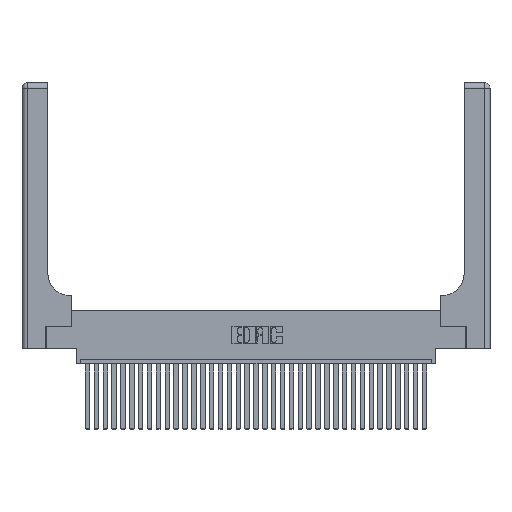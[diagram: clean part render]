
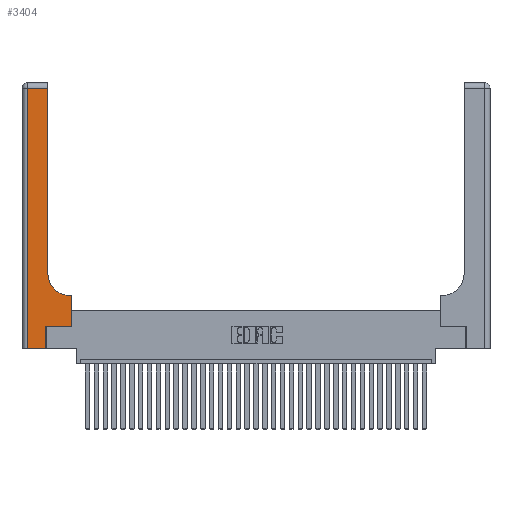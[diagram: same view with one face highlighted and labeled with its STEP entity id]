
A CAD part, top view. The second image highlights one B-rep face of the part: STEP entity #3404.
In plain terms, the highlighted planar face has unit normal (0, 0, 1).
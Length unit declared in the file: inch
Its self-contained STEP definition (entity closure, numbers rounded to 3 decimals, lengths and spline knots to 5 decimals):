
#326 = FACE_OUTER_BOUND ( 'NONE', #9567, .T. ) ;
#1210 = LINE ( 'NONE', #20980, #25675 ) ;
#1241 = ORIENTED_EDGE ( 'NONE', *, *, #23202, .T. ) ;
#1573 = CARTESIAN_POINT ( 'NONE',  ( 0.5585, 0.6, 0.37 ) ) ;
#1694 = DIRECTION ( 'NONE',  ( -1., 0., 0. ) ) ;
#1836 = DIRECTION ( 'NONE',  ( 0., 0., -1. ) ) ;
#2193 = CARTESIAN_POINT ( 'NONE',  ( 0.5415, 0.85, 0.37 ) ) ;
#2437 = ORIENTED_EDGE ( 'NONE', *, *, #29450, .T. ) ;
#3404 = ADVANCED_FACE ( 'NONE', ( #326 ), #20389, .F. ) ;
#3710 = VERTEX_POINT ( 'NONE', #27416 ) ;
#4258 = CARTESIAN_POINT ( 'NONE',  ( 0., 3., 0.37 ) ) ;
#4619 = CARTESIAN_POINT ( 'NONE',  ( 0.5585, 0.25, 0.37 ) ) ;
#4837 = CARTESIAN_POINT ( 'NONE',  ( 0.269, 0., 0.37 ) ) ;
#5525 = CARTESIAN_POINT ( 'NONE',  ( 0., 0., 0.37 ) ) ;
#5579 = ORIENTED_EDGE ( 'NONE', *, *, #29708, .T. ) ;
#5701 = DIRECTION ( 'NONE',  ( 1., 0., 0. ) ) ;
#6862 = DIRECTION ( 'NONE',  ( 0., 1., 0. ) ) ;
#7404 = LINE ( 'NONE', #4619, #24257 ) ;
#8038 = EDGE_CURVE ( 'NONE', #23911, #3710, #31164, .T. ) ;
#8167 = VECTOR ( 'NONE', #5701, 39.37008 ) ;
#8671 = CARTESIAN_POINT ( 'NONE',  ( 0.2915, 2.94, 0.37 ) ) ;
#8995 = EDGE_CURVE ( 'NONE', #3710, #16867, #29681, .T. ) ;
#9567 = EDGE_LOOP ( 'NONE', ( #25004, #5579, #25173, #27198, #1241, #18649, #13167, #2437, #23779 ) ) ;
#9813 = CARTESIAN_POINT ( 'NONE',  ( 0.269, 0.25, 0.37 ) ) ;
#12140 = VECTOR ( 'NONE', #21784, 39.37008 ) ;
#12792 = VERTEX_POINT ( 'NONE', #28278 ) ;
#13105 = DIRECTION ( 'NONE',  ( 1., 0., 0. ) ) ;
#13167 = ORIENTED_EDGE ( 'NONE', *, *, #20187, .T. ) ;
#13823 = VECTOR ( 'NONE', #28036, 39.37008 ) ;
#15013 = CARTESIAN_POINT ( 'NONE',  ( 0.06, 2.94, 0.37 ) ) ;
#15767 = EDGE_CURVE ( 'NONE', #31783, #12792, #31353, .T. ) ;
#15861 = VERTEX_POINT ( 'NONE', #8671 ) ;
#15999 = VECTOR ( 'NONE', #18028, 39.37008 ) ;
#16545 = VECTOR ( 'NONE', #18736, 39.37008 ) ;
#16623 = CARTESIAN_POINT ( 'NONE',  ( 0.2915, 0.85, 0.37 ) ) ;
#16867 = VERTEX_POINT ( 'NONE', #33660 ) ;
#17330 = DIRECTION ( 'NONE',  ( 0., -1., 0. ) ) ;
#18008 = DIRECTION ( 'NONE',  ( -1., 0., 0. ) ) ;
#18028 = DIRECTION ( 'NONE',  ( 0., 1., 0. ) ) ;
#18649 = ORIENTED_EDGE ( 'NONE', *, *, #15767, .T. ) ;
#18736 = DIRECTION ( 'NONE',  ( 1., 0., 0. ) ) ;
#19750 = LINE ( 'NONE', #22496, #13823 ) ;
#20187 = EDGE_CURVE ( 'NONE', #12792, #32828, #7404, .T. ) ;
#20389 = PLANE ( 'NONE',  #24682 ) ;
#20980 = CARTESIAN_POINT ( 'NONE',  ( 0., 2.94, 0.37 ) ) ;
#21027 = VECTOR ( 'NONE', #17330, 39.37008 ) ;
#21113 = CARTESIAN_POINT ( 'NONE',  ( 0.5415, 0.6, 0.37 ) ) ;
#21765 = CARTESIAN_POINT ( 'NONE',  ( 0.269, 0.25, 0.37 ) ) ;
#21784 = DIRECTION ( 'NONE',  ( 0., 1., 0. ) ) ;
#22408 = CARTESIAN_POINT ( 'NONE',  ( 0.06, 3., 0.37 ) ) ;
#22496 = CARTESIAN_POINT ( 'NONE',  ( 0.2915, 0.6, 0.37 ) ) ;
#22567 = EDGE_CURVE ( 'NONE', #23229, #26827, #33768, .T. ) ;
#23108 = DIRECTION ( 'NONE',  ( 0., 0., -1. ) ) ;
#23202 = EDGE_CURVE ( 'NONE', #16867, #31783, #25266, .T. ) ;
#23229 = VERTEX_POINT ( 'NONE', #21113 ) ;
#23419 = EDGE_CURVE ( 'NONE', #26827, #15861, #31163, .T. ) ;
#23779 = ORIENTED_EDGE ( 'NONE', *, *, #22567, .T. ) ;
#23911 = VERTEX_POINT ( 'NONE', #15013 ) ;
#24257 = VECTOR ( 'NONE', #6862, 39.37008 ) ;
#24682 = AXIS2_PLACEMENT_3D ( 'NONE', #4258, #23108, #1694 ) ;
#25004 = ORIENTED_EDGE ( 'NONE', *, *, #23419, .T. ) ;
#25173 = ORIENTED_EDGE ( 'NONE', *, *, #8038, .T. ) ;
#25266 = LINE ( 'NONE', #4837, #15999 ) ;
#25675 = VECTOR ( 'NONE', #18008, 39.37008 ) ;
#26827 = VERTEX_POINT ( 'NONE', #16623 ) ;
#26886 = AXIS2_PLACEMENT_3D ( 'NONE', #2193, #1836, #13105 ) ;
#27198 = ORIENTED_EDGE ( 'NONE', *, *, #8995, .T. ) ;
#27416 = CARTESIAN_POINT ( 'NONE',  ( 0.06, 0., 0.37 ) ) ;
#28036 = DIRECTION ( 'NONE',  ( -1., 0., 0. ) ) ;
#28278 = CARTESIAN_POINT ( 'NONE',  ( 0.5585, 0.25, 0.37 ) ) ;
#29450 = EDGE_CURVE ( 'NONE', #32828, #23229, #19750, .T. ) ;
#29681 = LINE ( 'NONE', #5525, #16545 ) ;
#29708 = EDGE_CURVE ( 'NONE', #15861, #23911, #1210, .T. ) ;
#31163 = LINE ( 'NONE', #32160, #12140 ) ;
#31164 = LINE ( 'NONE', #22408, #21027 ) ;
#31353 = LINE ( 'NONE', #21765, #8167 ) ;
#31783 = VERTEX_POINT ( 'NONE', #9813 ) ;
#32160 = CARTESIAN_POINT ( 'NONE',  ( 0.2915, 3., 0.37 ) ) ;
#32828 = VERTEX_POINT ( 'NONE', #1573 ) ;
#33660 = CARTESIAN_POINT ( 'NONE',  ( 0.269, 0., 0.37 ) ) ;
#33768 = CIRCLE ( 'NONE', #26886, 0.25 ) ;
